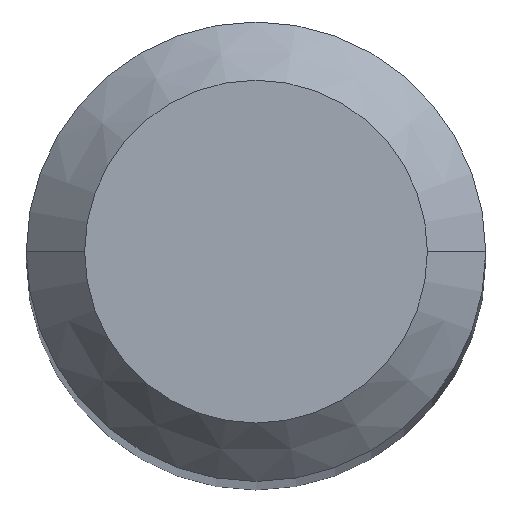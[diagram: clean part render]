
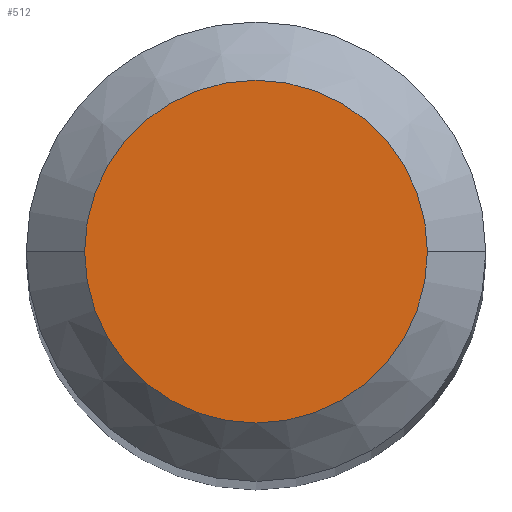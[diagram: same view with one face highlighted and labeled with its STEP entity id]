
A CAD part, top view. The second image highlights one B-rep face of the part: STEP entity #512.
In plain terms, the highlighted planar face has unit normal (0, 0, 1).
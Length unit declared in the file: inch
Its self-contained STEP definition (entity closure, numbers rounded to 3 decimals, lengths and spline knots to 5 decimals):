
#10 = AXIS2_PLACEMENT_3D ( 'NONE', #37, #287, #397 ) ;
#13 = DIRECTION ( 'NONE',  ( 1., 0., 0. ) ) ;
#37 = CARTESIAN_POINT ( 'NONE',  ( 0., 0., 0. ) ) ;
#38 = EDGE_CURVE ( 'NONE', #101, #105, #337, .T. ) ;
#53 = CARTESIAN_POINT ( 'NONE',  ( 0., 0.04405, 0. ) ) ;
#79 = FACE_OUTER_BOUND ( 'NONE', #454, .T. ) ;
#101 = VERTEX_POINT ( 'NONE', #480 ) ;
#105 = VERTEX_POINT ( 'NONE', #401 ) ;
#114 = CIRCLE ( 'NONE', #10, 0.04405 ) ;
#146 = CARTESIAN_POINT ( 'NONE',  ( 0., 0., 0. ) ) ;
#214 = DIRECTION ( 'NONE',  ( -1., 0., 0. ) ) ;
#287 = DIRECTION ( 'NONE',  ( 0., 0., 1. ) ) ;
#306 = DIRECTION ( 'NONE',  ( 0., 0., -1. ) ) ;
#311 = PLANE ( 'NONE',  #356 ) ;
#337 = CIRCLE ( 'NONE', #361, 0.04405 ) ;
#356 = AXIS2_PLACEMENT_3D ( 'NONE', #53, #306, #214 ) ;
#361 = AXIS2_PLACEMENT_3D ( 'NONE', #146, #376, #13 ) ;
#375 = ORIENTED_EDGE ( 'NONE', *, *, #38, .T. ) ;
#376 = DIRECTION ( 'NONE',  ( 0., 0., 1. ) ) ;
#397 = DIRECTION ( 'NONE',  ( 1., 0., 0. ) ) ;
#401 = CARTESIAN_POINT ( 'NONE',  ( -0.04405, 0., 0. ) ) ;
#454 = EDGE_LOOP ( 'NONE', ( #462, #375 ) ) ;
#462 = ORIENTED_EDGE ( 'NONE', *, *, #482, .T. ) ;
#480 = CARTESIAN_POINT ( 'NONE',  ( 0.04405, 0., 0. ) ) ;
#482 = EDGE_CURVE ( 'NONE', #105, #101, #114, .T. ) ;
#512 = ADVANCED_FACE ( 'NONE', ( #79 ), #311, .F. ) ;
